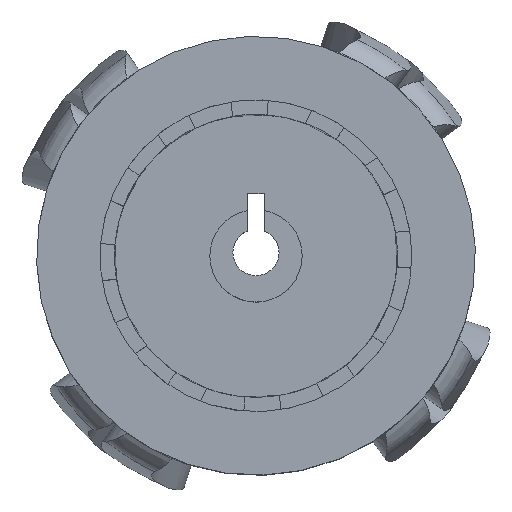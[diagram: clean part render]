
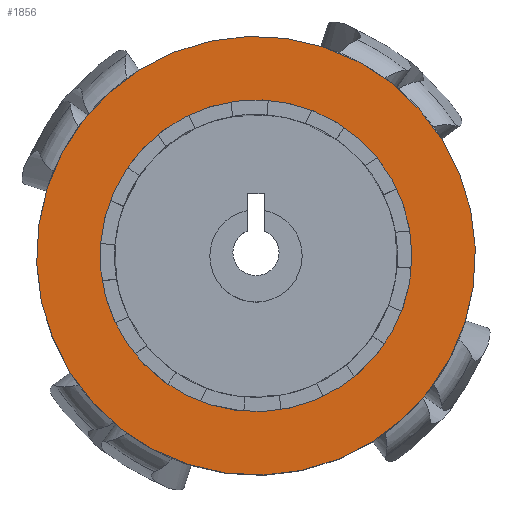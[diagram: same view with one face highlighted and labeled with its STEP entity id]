
A CAD part, top view. The second image highlights one B-rep face of the part: STEP entity #1856.
In plain terms, the highlighted planar face has unit normal (0, 0, 1).
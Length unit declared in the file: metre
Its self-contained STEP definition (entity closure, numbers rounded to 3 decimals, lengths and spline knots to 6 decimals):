
#128=PLANE('',#2391);
#634=ORIENTED_EDGE('',*,*,#1011,.F.);
#635=ORIENTED_EDGE('',*,*,#1108,.T.);
#1011=EDGE_CURVE('',#1285,#1285,#1471,.T.);
#1108=EDGE_CURVE('',#1370,#1370,#1514,.T.);
#1285=VERTEX_POINT('',#2973);
#1370=VERTEX_POINT('',#3228);
#1471=CIRCLE('',#2315,0.0108);
#1514=CIRCLE('',#2371,0.0152);
#1601=EDGE_LOOP('',(#634));
#1602=EDGE_LOOP('',(#635));
#1729=FACE_BOUND('',#1601,.T.);
#1730=FACE_BOUND('',#1602,.T.);
#1856=ADVANCED_FACE('',(#1729,#1730),#128,.T.);
#2315=AXIS2_PLACEMENT_3D('',#2972,#2498,#2499);
#2371=AXIS2_PLACEMENT_3D('',#3227,#2658,#2659);
#2391=AXIS2_PLACEMENT_3D('',#3511,#2698,#2699);
#2498=DIRECTION('',(0.,0.,1.));
#2499=DIRECTION('',(1.,0.,0.));
#2658=DIRECTION('',(0.,0.,1.));
#2659=DIRECTION('',(0.951,-0.309,0.));
#2698=DIRECTION('',(0.,0.,1.));
#2699=DIRECTION('',(0.951,-0.309,0.));
#2972=CARTESIAN_POINT('',(0.,0.,0.0144));
#2973=CARTESIAN_POINT('',(0.0108,0.,0.0144));
#3227=CARTESIAN_POINT('',(0.,0.,0.0144));
#3228=CARTESIAN_POINT('',(0.014456,-0.004697,0.0144));
#3511=CARTESIAN_POINT('',(0.,0.,0.0144));
